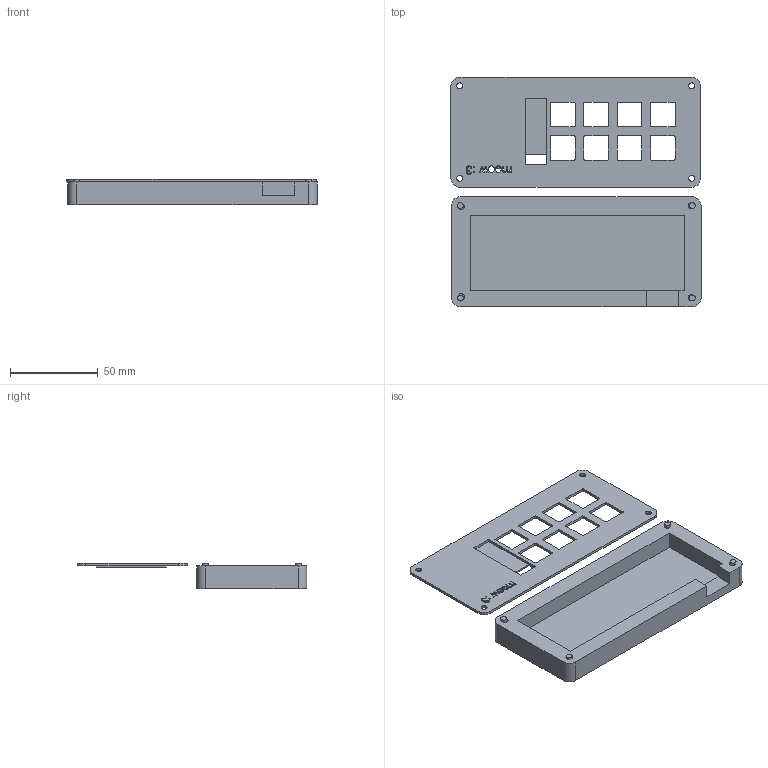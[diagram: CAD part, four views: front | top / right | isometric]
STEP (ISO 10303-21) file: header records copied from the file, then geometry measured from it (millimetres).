
FILE_DESCRIPTION(/* description */ (''),/* implementation_level */ '2;1');
FILE_NAME(/* name */ 'keyboard bottom.step',/* time_stamp */ '2025-12-11T05:20:30-08:00',/* author */ (''),/* organization */ (''),/* preprocessor_version */ 'ST-DEVELOPER v20.1',/* originating_system */ 'Autodesk Translation Framework v14.21.0.0',/* authorisation */ '');
FILE_SCHEMA (('AUTOMOTIVE_DESIGN { 1 0 10303 214 3 1 1 }'));
Length unit declared in the file: millimetre
Products named in the file (2): 2025-11-29-07-55-47-735; 2025-11-29-09-20-20-068
Assembly tree (1 placements, depth 2):
  2025-11-29-07-55-47-735
    2025-11-29-09-20-20-068
Bounding box: 142.84 x 131.26 x 14.63 mm (x, y, z)
Volume: 73169 mm3; surface area: 44242.5 mm2
Topology: 10 solids, 10 shells, 434 faces, 1183 edges, 788 vertices
Faces by surface type: bspline 196, plane 178, cylinder 60
Full cylindrical faces by diameter (mm): 3.388 x4, 3.4 x8, 5.871 x4, 6 x4
Entity records: 15784 total; most frequent: CARTESIAN_POINT 5869, ORIENTED_EDGE 2366, DIRECTION 1395, EDGE_CURVE 1183, VERTEX_POINT 788, LINE 671, VECTOR 671, EDGE_LOOP 501
